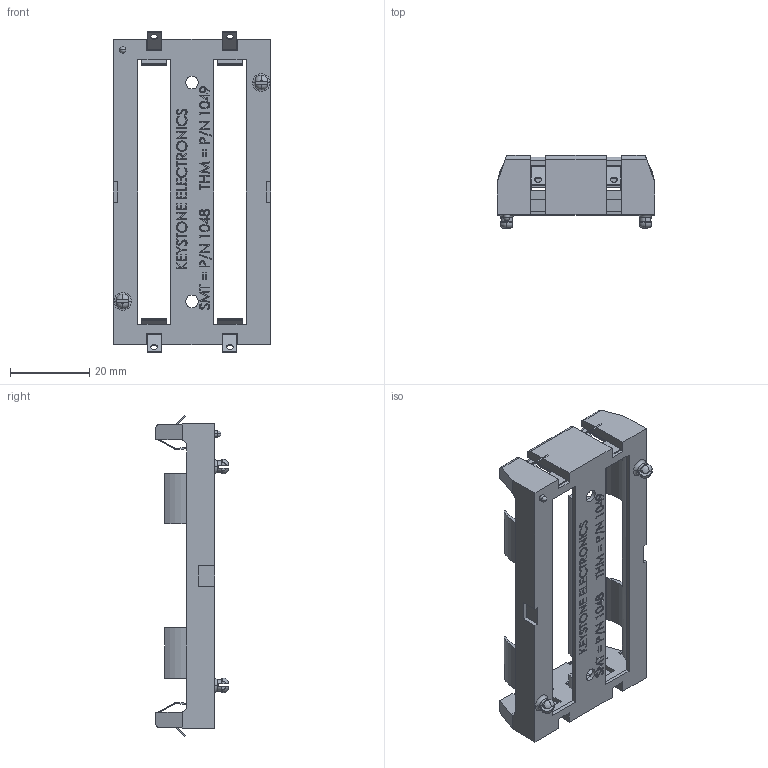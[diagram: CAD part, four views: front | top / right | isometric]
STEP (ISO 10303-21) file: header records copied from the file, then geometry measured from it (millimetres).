
FILE_DESCRIPTION (( 'STEP AP214' ), '1' );
FILE_NAME ('keystone-PN1047.STEP', '2021-02-11T21:56:03', ( '' ), ( '' ), 'SwSTEP 2.0', 'SolidWorks 2018', '' );
FILE_SCHEMA (( 'AUTOMOTIVE_DESIGN' ));
Length unit declared in the file: inch
Products named in the file (1): keystone-PN1047
Bounding box: 39.78 x 18.34 x 81.03 mm (x, y, z)
Volume: 9760.6 mm3; surface area: 10330.7 mm2
Topology: 1 solids, 1 shells, 863 faces, 2364 edges, 1561 vertices
Faces by surface type: plane 631, bspline 140, cylinder 78, torus 12, sphere 2
Entity records: 37070 total; most frequent: CARTESIAN_POINT 14343, ORIENTED_EDGE 4720, DIRECTION 3700, EDGE_CURVE 2360, LINE 1820, VECTOR 1820, VERTEX_POINT 1559, EDGE_LOOP 947
